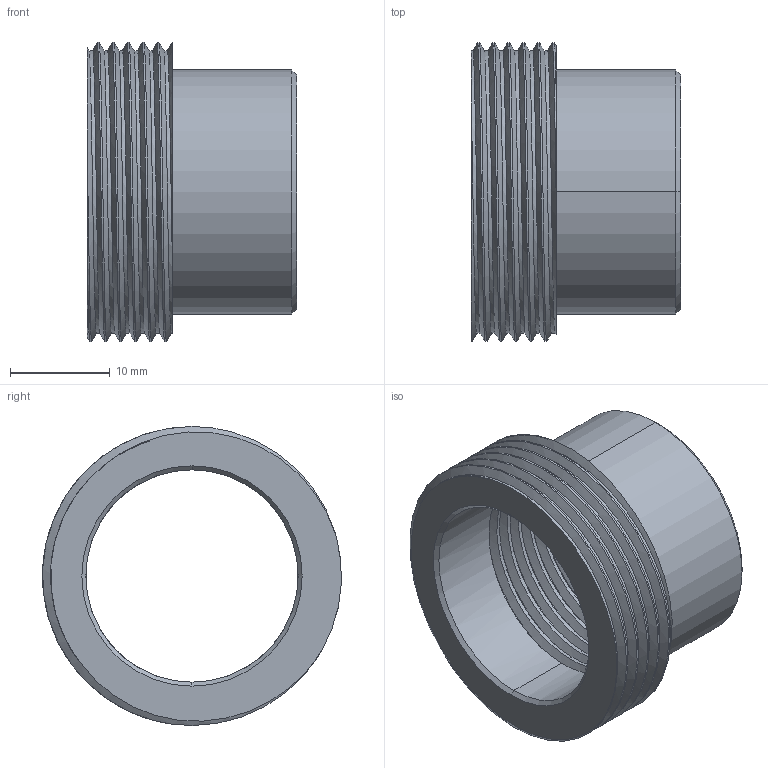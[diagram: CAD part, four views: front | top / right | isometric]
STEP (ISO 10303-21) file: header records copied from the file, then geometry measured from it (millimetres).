
FILE_DESCRIPTION (( 'STEP AP203' ), '1' );
FILE_NAME ('LR-131-G 1-2_17106830.STEP', '2024-09-03T10:15:12', ( '' ), ( '' ), 'SwSTEP 2.0', 'SolidWorks 2024', '' );
FILE_SCHEMA (( 'CONFIG_CONTROL_DESIGN' ));
Length unit declared in the file: millimetre
Products named in the file (1): LR-131-G 1-2_17106830
Bounding box: 21 x 29.96 x 30 mm (x, y, z)
Volume: 3714.8 mm3; surface area: 4803.2 mm2
Topology: 1 solids, 1 shells, 47 faces, 129 edges, 85 vertices
Faces by surface type: cylinder 33, bspline 6, cone 4, plane 4
Entity records: 4530 total; most frequent: CARTESIAN_POINT 3493, ORIENTED_EDGE 258, DIRECTION 145, EDGE_CURVE 129, VERTEX_POINT 85, AXIS2_PLACEMENT_3D 54, EDGE_LOOP 50, ADVANCED_FACE 47
